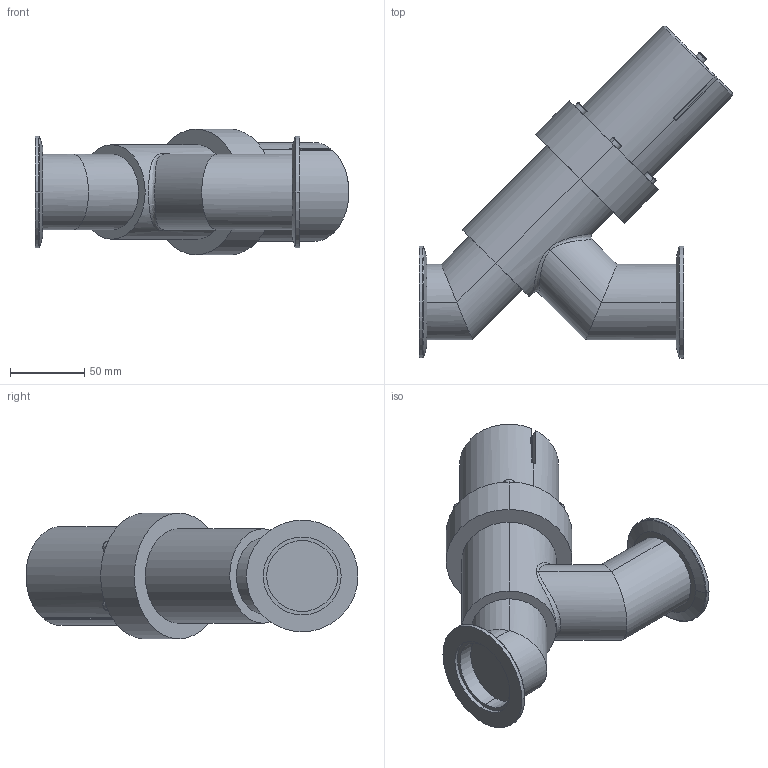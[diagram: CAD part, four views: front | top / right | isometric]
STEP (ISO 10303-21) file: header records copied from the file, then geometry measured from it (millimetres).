
FILE_DESCRIPTION (( 'STEP AP214' ), '1' );
FILE_NAME ('TL-2000-P-KF50_PNEUMATIC_INLINE_VALVE.STEP', '2025-01-24T18:10:15', ( '' ), ( '' ), 'SwSTEP 2.0', 'SolidWorks 2023', '' );
FILE_SCHEMA (( 'AUTOMOTIVE_DESIGN' ));
Length unit declared in the file: inch
Products named in the file (1): TL-2000-P-KF50_PNEUMATIC_INLINE_VALVE
Bounding box: 210.81 x 223.01 x 84.55 mm (x, y, z)
Volume: 952771.9 mm3; surface area: 97754.2 mm2
Topology: 1 solids, 1 shells, 104 faces, 246 edges, 162 vertices
Faces by surface type: cylinder 40, plane 36, torus 18, cone 8, bspline 2
Entity records: 3580 total; most frequent: CARTESIAN_POINT 1068, DIRECTION 572, ORIENTED_EDGE 492, EDGE_CURVE 246, AXIS2_PLACEMENT_3D 245, VERTEX_POINT 162, CIRCLE 142, EDGE_LOOP 122
